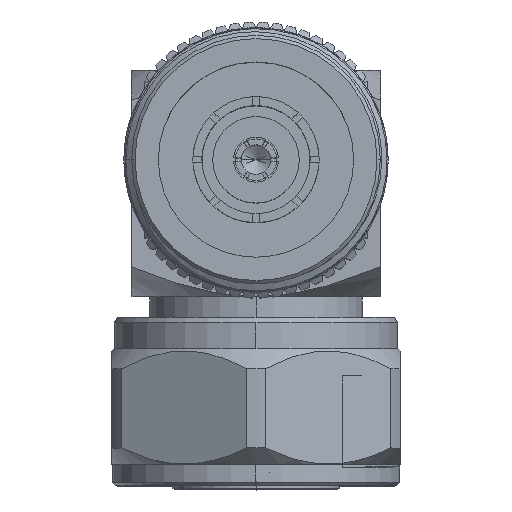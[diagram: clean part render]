
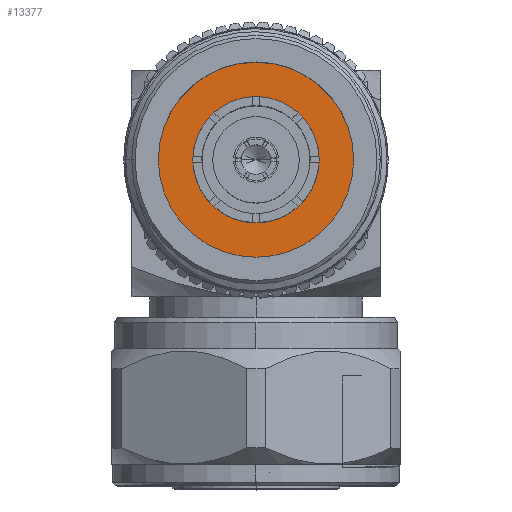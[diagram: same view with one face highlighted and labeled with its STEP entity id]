
A CAD part, top view. The second image highlights one B-rep face of the part: STEP entity #13377.
In plain terms, the highlighted face is planar.
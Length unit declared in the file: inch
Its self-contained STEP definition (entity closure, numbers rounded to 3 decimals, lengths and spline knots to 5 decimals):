
#1087 = ORIENTED_EDGE ( 'NONE', *, *, #4893, .T. ) ;
#1666 = FACE_OUTER_BOUND ( 'NONE', #3373, .T. ) ;
#1920 = CARTESIAN_POINT ( 'NONE',  ( 0.46072, 0., 0. ) ) ;
#2011 = AXIS2_PLACEMENT_3D ( 'NONE', #6728, #5639, #8315 ) ;
#2117 = ORIENTED_EDGE ( 'NONE', *, *, #9768, .T. ) ;
#2124 = CARTESIAN_POINT ( 'NONE',  ( 0.46072, 0., -0.29348 ) ) ;
#2212 = DIRECTION ( 'NONE',  ( 0., 0., 1. ) ) ;
#2990 = DIRECTION ( 'NONE',  ( -1., 0., 0. ) ) ;
#3134 = ORIENTED_EDGE ( 'NONE', *, *, #15978, .F. ) ;
#3373 = EDGE_LOOP ( 'NONE', ( #2117, #1087 ) ) ;
#3488 = DIRECTION ( 'NONE',  ( -1., 0., 0. ) ) ;
#3998 = CARTESIAN_POINT ( 'NONE',  ( 0.46072, 0., 0.1895 ) ) ;
#4502 = DIRECTION ( 'NONE',  ( 0., 0., 1. ) ) ;
#4767 = DIRECTION ( 'NONE',  ( -1., 0., 0. ) ) ;
#4893 = EDGE_CURVE ( 'NONE', #5687, #10716, #14328, .T. ) ;
#5583 = CIRCLE ( 'NONE', #14981, 0.1895 ) ;
#5639 = DIRECTION ( 'NONE',  ( -1., 0., 0. ) ) ;
#5687 = VERTEX_POINT ( 'NONE', #2124 ) ;
#6117 = CARTESIAN_POINT ( 'NONE',  ( 0.46072, 0., 0.29348 ) ) ;
#6326 = CIRCLE ( 'NONE', #9024, 0.1895 ) ;
#6728 = CARTESIAN_POINT ( 'NONE',  ( 0.46072, 0., 0. ) ) ;
#7140 = DIRECTION ( 'NONE',  ( -1., 0., 0. ) ) ;
#7357 = EDGE_CURVE ( 'NONE', #7462, #15055, #6326, .T. ) ;
#7462 = VERTEX_POINT ( 'NONE', #14799 ) ;
#7615 = AXIS2_PLACEMENT_3D ( 'NONE', #1920, #7140, #9747 ) ;
#8315 = DIRECTION ( 'NONE',  ( 0., 0., 1. ) ) ;
#8323 = AXIS2_PLACEMENT_3D ( 'NONE', #14526, #2990, #4502 ) ;
#9024 = AXIS2_PLACEMENT_3D ( 'NONE', #13704, #4767, #10938 ) ;
#9747 = DIRECTION ( 'NONE',  ( 0., 0., 1. ) ) ;
#9768 = EDGE_CURVE ( 'NONE', #10716, #5687, #11298, .T. ) ;
#10716 = VERTEX_POINT ( 'NONE', #6117 ) ;
#10938 = DIRECTION ( 'NONE',  ( 0., 0., 1. ) ) ;
#11061 = EDGE_LOOP ( 'NONE', ( #11908, #3134 ) ) ;
#11298 = CIRCLE ( 'NONE', #8323, 0.29348 ) ;
#11908 = ORIENTED_EDGE ( 'NONE', *, *, #7357, .F. ) ;
#12038 = FACE_BOUND ( 'NONE', #11061, .T. ) ;
#13377 = ADVANCED_FACE ( 'NONE', ( #1666, #12038 ), #14722, .T. ) ;
#13704 = CARTESIAN_POINT ( 'NONE',  ( 0.46072, 0., 0. ) ) ;
#13754 = CARTESIAN_POINT ( 'NONE',  ( 0.46072, 0., 0. ) ) ;
#14328 = CIRCLE ( 'NONE', #7615, 0.29348 ) ;
#14526 = CARTESIAN_POINT ( 'NONE',  ( 0.46072, 0., 0. ) ) ;
#14722 = PLANE ( 'NONE',  #2011 ) ;
#14799 = CARTESIAN_POINT ( 'NONE',  ( 0.46072, 0., -0.1895 ) ) ;
#14981 = AXIS2_PLACEMENT_3D ( 'NONE', #13754, #3488, #2212 ) ;
#15055 = VERTEX_POINT ( 'NONE', #3998 ) ;
#15978 = EDGE_CURVE ( 'NONE', #15055, #7462, #5583, .T. ) ;
